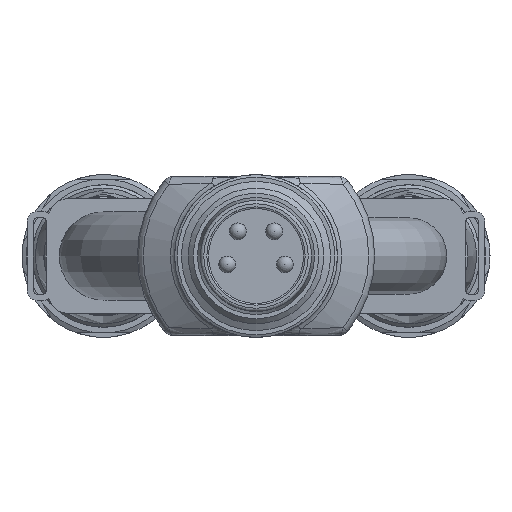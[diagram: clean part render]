
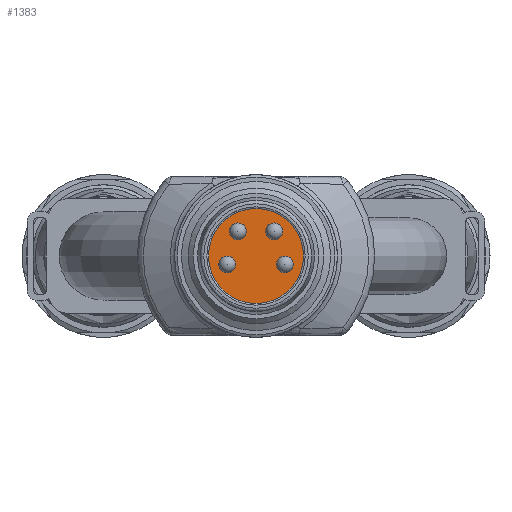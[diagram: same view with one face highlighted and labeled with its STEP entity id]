
A CAD part, left-side view. The second image highlights one B-rep face of the part: STEP entity #1383.
In plain terms, the highlighted planar face has unit normal (-1, 0, 0).
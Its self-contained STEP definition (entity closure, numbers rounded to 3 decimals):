
#1383=ADVANCED_FACE('',(#3539,#3540,#3541,#3542,#3543),#1751,.T.);
#1751=PLANE('',#11554);
#3539=FACE_BOUND('',#4153,.T.);
#3540=FACE_BOUND('',#4154,.T.);
#3541=FACE_BOUND('',#4155,.T.);
#3542=FACE_BOUND('',#4156,.T.);
#3543=FACE_BOUND('',#4157,.T.);
#4153=EDGE_LOOP('',(#6421));
#4154=EDGE_LOOP('',(#6422));
#4155=EDGE_LOOP('',(#6423));
#4156=EDGE_LOOP('',(#6424));
#4157=EDGE_LOOP('',(#6425));
#6421=ORIENTED_EDGE('',*,*,#9550,.T.);
#6422=ORIENTED_EDGE('',*,*,#9551,.T.);
#6423=ORIENTED_EDGE('',*,*,#9549,.T.);
#6424=ORIENTED_EDGE('',*,*,#9548,.T.);
#6425=ORIENTED_EDGE('',*,*,#9547,.T.);
#8187=VERTEX_POINT('',#20265);
#8188=VERTEX_POINT('',#20268);
#8189=VERTEX_POINT('',#20271);
#8190=VERTEX_POINT('',#20274);
#8191=VERTEX_POINT('',#20277);
#9547=EDGE_CURVE('',#8187,#8187,#10555,.T.);
#9548=EDGE_CURVE('',#8188,#8188,#10556,.T.);
#9549=EDGE_CURVE('',#8189,#8189,#10557,.T.);
#9550=EDGE_CURVE('',#8190,#8190,#10558,.T.);
#9551=EDGE_CURVE('',#8191,#8191,#10559,.T.);
#10555=CIRCLE('',#11545,0.5);
#10556=CIRCLE('',#11547,0.5);
#10557=CIRCLE('',#11549,0.5);
#10558=CIRCLE('',#11551,0.5);
#10559=CIRCLE('',#11553,2.8);
#11545=AXIS2_PLACEMENT_3D('',#20264,#14016,#14017);
#11547=AXIS2_PLACEMENT_3D('',#20267,#14020,#14021);
#11549=AXIS2_PLACEMENT_3D('',#20270,#14024,#14025);
#11551=AXIS2_PLACEMENT_3D('',#20273,#14028,#14029);
#11553=AXIS2_PLACEMENT_3D('',#20276,#14032,#14033);
#11554=AXIS2_PLACEMENT_3D('',#20278,#14034,#14035);
#14016=DIRECTION('',(1.,0.,0.));
#14017=DIRECTION('',(0.,1.,0.));
#14020=DIRECTION('',(1.,0.,0.));
#14021=DIRECTION('',(0.,1.,0.));
#14024=DIRECTION('',(1.,0.,0.));
#14025=DIRECTION('',(0.,1.,0.));
#14028=DIRECTION('',(1.,0.,0.));
#14029=DIRECTION('',(0.,1.,0.));
#14032=DIRECTION('',(-1.,0.,0.));
#14033=DIRECTION('',(0.,1.,0.));
#14034=DIRECTION('',(-1.,0.,0.));
#14035=DIRECTION('',(0.,1.,0.));
#20264=CARTESIAN_POINT('',(-9.2,-1.075,1.45));
#20265=CARTESIAN_POINT('',(-9.2,-0.575,1.45));
#20267=CARTESIAN_POINT('',(-9.2,1.7,-0.5));
#20268=CARTESIAN_POINT('',(-9.2,2.2,-0.5));
#20270=CARTESIAN_POINT('',(-9.2,1.075,1.45));
#20271=CARTESIAN_POINT('',(-9.2,1.575,1.45));
#20273=CARTESIAN_POINT('',(-9.2,-1.7,-0.5));
#20274=CARTESIAN_POINT('',(-9.2,-1.2,-0.5));
#20276=CARTESIAN_POINT('',(-9.2,0.,0.));
#20277=CARTESIAN_POINT('',(-9.2,2.8,0.));
#20278=CARTESIAN_POINT('',(-9.2,-2.9,0.));
